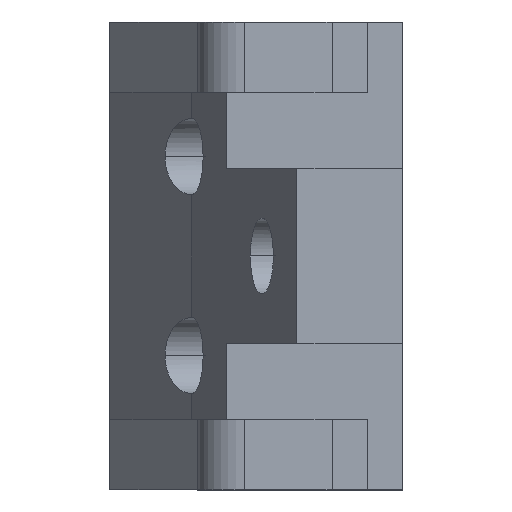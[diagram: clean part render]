
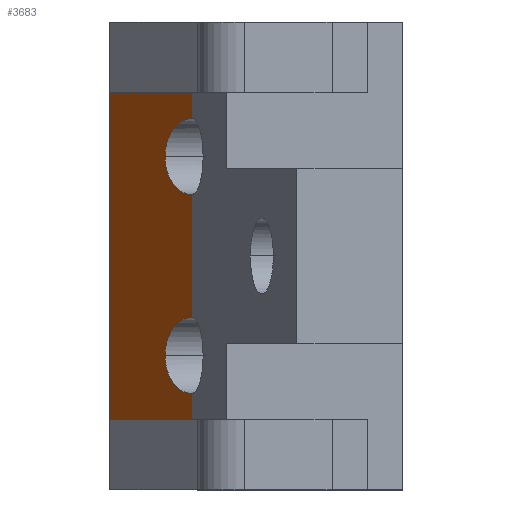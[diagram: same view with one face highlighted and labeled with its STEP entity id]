
A CAD part, left-side view. The second image highlights one B-rep face of the part: STEP entity #3683.
In plain terms, the highlighted planar face has unit normal (-0.574, 0.819, 0).
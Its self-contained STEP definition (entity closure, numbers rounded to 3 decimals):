
#19 = VERTEX_POINT ( 'NONE', #1789 ) ;
#45 = DIRECTION ( 'NONE',  ( 0., 0., -1. ) ) ;
#69 = CARTESIAN_POINT ( 'NONE',  ( -58.5, 18., -14. ) ) ;
#121 = CARTESIAN_POINT ( 'NONE',  ( -58.5, 18., 198.017 ) ) ;
#266 = EDGE_CURVE ( 'NONE', #1830, #522, #3463, .T. ) ;
#280 = DIRECTION ( 'NONE',  ( 0., 0., -1. ) ) ;
#360 =( BOUNDED_CURVE ( )  B_SPLINE_CURVE ( 3, ( #3842, #2589, #409, #2006 ),
 .UNSPECIFIED., .F., .T. ) 
 B_SPLINE_CURVE_WITH_KNOTS ( ( 4, 4 ),
 ( 4.712, 6.283 ),
 .UNSPECIFIED. ) 
 CURVE ( )  GEOMETRIC_REPRESENTATION_ITEM ( )  RATIONAL_B_SPLINE_CURVE ( ( 1., 0.805, 0.805, 1. ) ) 
 REPRESENTATION_ITEM ( '' )  );
#363 = CARTESIAN_POINT ( 'NONE',  ( -55.25, 20.275, -8.5 ) ) ;
#409 = CARTESIAN_POINT ( 'NONE',  ( -55.25, 20.275, -6.596 ) ) ;
#473 = ORIENTED_EDGE ( 'NONE', *, *, #3806, .F. ) ;
#522 = VERTEX_POINT ( 'NONE', #3311 ) ;
#573 = CARTESIAN_POINT ( 'NONE',  ( -58.5, 18., 5.25 ) ) ;
#639 = CARTESIAN_POINT ( 'NONE',  ( -58.5, 18., -11.75 ) ) ;
#645 = CARTESIAN_POINT ( 'NONE',  ( -58.5, 18., 11.75 ) ) ;
#715 = ORIENTED_EDGE ( 'NONE', *, *, #1827, .F. ) ;
#807 = EDGE_CURVE ( 'NONE', #3822, #3012, #360, .T. ) ;
#857 = CARTESIAN_POINT ( 'NONE',  ( -55.25, 20.275, 6.596 ) ) ;
#872 = VECTOR ( 'NONE', #932, 1000. ) ;
#932 = DIRECTION ( 'NONE',  ( 0., 0., -1. ) ) ;
#1008 = EDGE_CURVE ( 'NONE', #3111, #3822, #1571, .T. ) ;
#1127 = VERTEX_POINT ( 'NONE', #3449 ) ;
#1208 = VERTEX_POINT ( 'NONE', #2542 ) ;
#1254 = CARTESIAN_POINT ( 'NONE',  ( -58.5, 18., 198.017 ) ) ;
#1294 = AXIS2_PLACEMENT_3D ( 'NONE', #2688, #2083, #3262 ) ;
#1406 = VECTOR ( 'NONE', #1746, 1000. ) ;
#1440 = CARTESIAN_POINT ( 'NONE',  ( -48.5, 25., -14. ) ) ;
#1446 = PLANE ( 'NONE',  #1294 ) ;
#1507 = CARTESIAN_POINT ( 'NONE',  ( -58.5, 18., -5.25 ) ) ;
#1511 = ORIENTED_EDGE ( 'NONE', *, *, #266, .T. ) ;
#1571 = LINE ( 'NONE', #1254, #872 ) ;
#1578 = CARTESIAN_POINT ( 'NONE',  ( -58.5, 18., 5.25 ) ) ;
#1598 = ORIENTED_EDGE ( 'NONE', *, *, #2621, .F. ) ;
#1746 = DIRECTION ( 'NONE',  ( -0.819, -0.573, 0. ) ) ;
#1789 = CARTESIAN_POINT ( 'NONE',  ( -58.5, 18., 14. ) ) ;
#1821 = LINE ( 'NONE', #2449, #3284 ) ;
#1827 = EDGE_CURVE ( 'NONE', #1208, #3111, #2009, .T. ) ;
#1830 = VERTEX_POINT ( 'NONE', #3294 ) ;
#1863 = CARTESIAN_POINT ( 'NONE',  ( -48.5, 25., 198.017 ) ) ;
#1867 = CARTESIAN_POINT ( 'NONE',  ( -56.596, 19.333, 11.75 ) ) ;
#1887 = VERTEX_POINT ( 'NONE', #639 ) ;
#1893 = ORIENTED_EDGE ( 'NONE', *, *, #3819, .F. ) ;
#1982 =( BOUNDED_CURVE ( )  B_SPLINE_CURVE ( 3, ( #363, #3446, #3665, #2169 ),
 .UNSPECIFIED., .F., .T. ) 
 B_SPLINE_CURVE_WITH_KNOTS ( ( 4, 4 ),
 ( 0., 1.571 ),
 .UNSPECIFIED. ) 
 CURVE ( )  GEOMETRIC_REPRESENTATION_ITEM ( )  RATIONAL_B_SPLINE_CURVE ( ( 1., 0.805, 0.805, 1. ) ) 
 REPRESENTATION_ITEM ( '' )  );
#2006 = CARTESIAN_POINT ( 'NONE',  ( -55.25, 20.275, -8.5 ) ) ;
#2009 =( BOUNDED_CURVE ( )  B_SPLINE_CURVE ( 3, ( #3614, #857, #3334, #573 ),
 .UNSPECIFIED., .F., .T. ) 
 B_SPLINE_CURVE_WITH_KNOTS ( ( 4, 4 ),
 ( 0., 1.571 ),
 .UNSPECIFIED. ) 
 CURVE ( )  GEOMETRIC_REPRESENTATION_ITEM ( )  RATIONAL_B_SPLINE_CURVE ( ( 1., 0.805, 0.805, 1. ) ) 
 REPRESENTATION_ITEM ( '' )  );
#2034 =( BOUNDED_CURVE ( )  B_SPLINE_CURVE ( 3, ( #645, #1867, #3106, #3721 ),
 .UNSPECIFIED., .F., .T. ) 
 B_SPLINE_CURVE_WITH_KNOTS ( ( 4, 4 ),
 ( 4.712, 6.283 ),
 .UNSPECIFIED. ) 
 CURVE ( )  GEOMETRIC_REPRESENTATION_ITEM ( )  RATIONAL_B_SPLINE_CURVE ( ( 1., 0.805, 0.805, 1. ) ) 
 REPRESENTATION_ITEM ( '' )  );
#2045 = EDGE_CURVE ( 'NONE', #1830, #19, #2349, .T. ) ;
#2052 = LINE ( 'NONE', #1440, #2966 ) ;
#2083 = DIRECTION ( 'NONE',  ( -0.573, 0.819, 0. ) ) ;
#2169 = CARTESIAN_POINT ( 'NONE',  ( -58.5, 18., -11.75 ) ) ;
#2349 = LINE ( 'NONE', #3567, #1406 ) ;
#2449 = CARTESIAN_POINT ( 'NONE',  ( -58.5, 18., 198.017 ) ) ;
#2467 = CARTESIAN_POINT ( 'NONE',  ( -55.25, 20.275, -8.5 ) ) ;
#2506 = ORIENTED_EDGE ( 'NONE', *, *, #807, .F. ) ;
#2510 = ORIENTED_EDGE ( 'NONE', *, *, #3105, .F. ) ;
#2532 = VECTOR ( 'NONE', #3136, 1000. ) ;
#2542 = CARTESIAN_POINT ( 'NONE',  ( -55.25, 20.275, 8.5 ) ) ;
#2589 = CARTESIAN_POINT ( 'NONE',  ( -56.596, 19.333, -5.25 ) ) ;
#2621 = EDGE_CURVE ( 'NONE', #1127, #1208, #2034, .T. ) ;
#2637 = EDGE_LOOP ( 'NONE', ( #2992, #473, #1893, #2506, #3790, #715, #1598, #2510, #3147, #1511 ) ) ;
#2688 = CARTESIAN_POINT ( 'NONE',  ( -58.5, 18., 198.017 ) ) ;
#2696 = VERTEX_POINT ( 'NONE', #69 ) ;
#2806 = VECTOR ( 'NONE', #45, 1000. ) ;
#2888 = EDGE_CURVE ( 'NONE', #522, #2696, #2052, .T. ) ;
#2966 = VECTOR ( 'NONE', #3886, 1000. ) ;
#2986 = FACE_OUTER_BOUND ( 'NONE', #2637, .T. ) ;
#2992 = ORIENTED_EDGE ( 'NONE', *, *, #2888, .T. ) ;
#3012 = VERTEX_POINT ( 'NONE', #2467 ) ;
#3105 = EDGE_CURVE ( 'NONE', #19, #1127, #3759, .T. ) ;
#3106 = CARTESIAN_POINT ( 'NONE',  ( -55.25, 20.275, 10.404 ) ) ;
#3111 = VERTEX_POINT ( 'NONE', #1578 ) ;
#3136 = DIRECTION ( 'NONE',  ( 0., 0., -1. ) ) ;
#3147 = ORIENTED_EDGE ( 'NONE', *, *, #2045, .F. ) ;
#3262 = DIRECTION ( 'NONE',  ( -0.819, -0.573, 0. ) ) ;
#3284 = VECTOR ( 'NONE', #280, 1000. ) ;
#3294 = CARTESIAN_POINT ( 'NONE',  ( -48.5, 25., 14. ) ) ;
#3311 = CARTESIAN_POINT ( 'NONE',  ( -48.5, 25., -14. ) ) ;
#3334 = CARTESIAN_POINT ( 'NONE',  ( -56.596, 19.333, 5.25 ) ) ;
#3446 = CARTESIAN_POINT ( 'NONE',  ( -55.25, 20.275, -10.404 ) ) ;
#3449 = CARTESIAN_POINT ( 'NONE',  ( -58.5, 18., 11.75 ) ) ;
#3463 = LINE ( 'NONE', #1863, #2806 ) ;
#3567 = CARTESIAN_POINT ( 'NONE',  ( -48.5, 25., 14. ) ) ;
#3614 = CARTESIAN_POINT ( 'NONE',  ( -55.25, 20.275, 8.5 ) ) ;
#3665 = CARTESIAN_POINT ( 'NONE',  ( -56.596, 19.333, -11.75 ) ) ;
#3683 = ADVANCED_FACE ( 'NONE', ( #2986 ), #1446, .T. ) ;
#3721 = CARTESIAN_POINT ( 'NONE',  ( -55.25, 20.275, 8.5 ) ) ;
#3759 = LINE ( 'NONE', #121, #2532 ) ;
#3790 = ORIENTED_EDGE ( 'NONE', *, *, #1008, .F. ) ;
#3806 = EDGE_CURVE ( 'NONE', #1887, #2696, #1821, .T. ) ;
#3819 = EDGE_CURVE ( 'NONE', #3012, #1887, #1982, .T. ) ;
#3822 = VERTEX_POINT ( 'NONE', #1507 ) ;
#3842 = CARTESIAN_POINT ( 'NONE',  ( -58.5, 18., -5.25 ) ) ;
#3886 = DIRECTION ( 'NONE',  ( -0.819, -0.573, 0. ) ) ;
